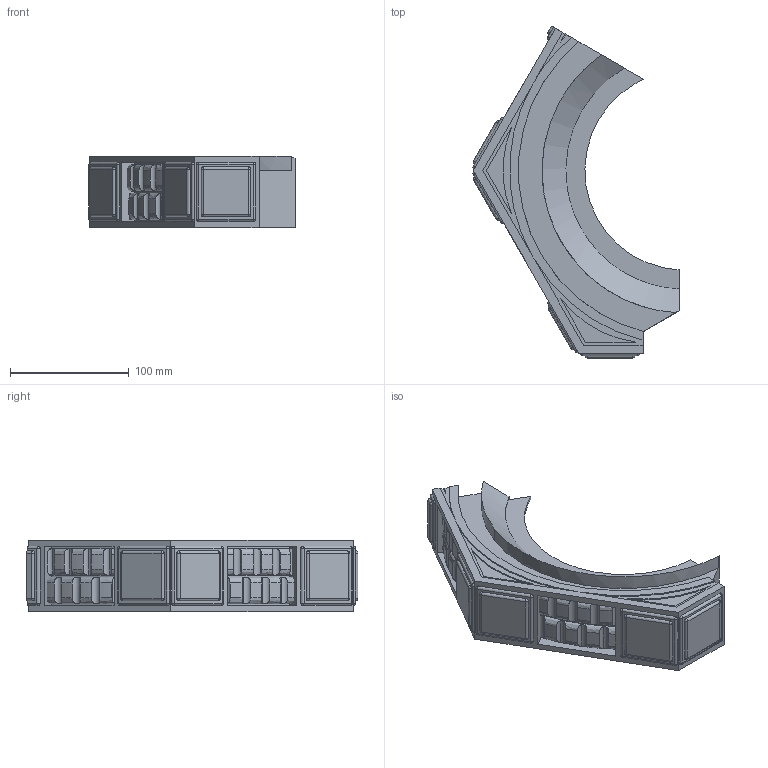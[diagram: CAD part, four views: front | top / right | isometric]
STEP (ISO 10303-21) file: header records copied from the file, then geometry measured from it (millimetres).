
FILE_DESCRIPTION(('HOOPS Exchange Step'),'2;1');
FILE_NAME('temp_export','2023-06-23T16:58:03-05:00',('mobile'),('Shapr3D Limited'),'HOOPS Exchange 2022.2','Shapr3D','Authorized');
FILE_SCHEMA( ('AUTOMOTIVE_DESIGN { 1 0 10303 214 1 1 1 1 }') );
Length unit declared in the file: millimetre
Products named in the file (10): Gear Primitives; Details (5); Details (4); Details (3); Details (2); Details (1); Details; SideB; Mark 2; root
Assembly tree (9 placements, depth 4):
  root
    Gear Primitives
    Mark 2
      SideB
        Details (5)
        Details (4)
        Details (3)
        Details (2)
        Details (1)
        Details
Bounding box: 173.5 x 279.42 x 60 mm (x, y, z)
Volume: 1162055.1 mm3; surface area: 191138 mm2
Topology: 14 solids, 14 shells, 343 faces, 858 edges, 512 vertices
Faces by surface type: cylinder 186, plane 108, sphere 36, bspline 13
Entity records: 20581 total; most frequent: CARTESIAN_POINT 12597, ORIENTED_EDGE 1644, DIRECTION 1599, EDGE_CURVE 822, AXIS2_PLACEMENT_3D 592, VERTEX_POINT 512, VECTOR 415, LINE 415
